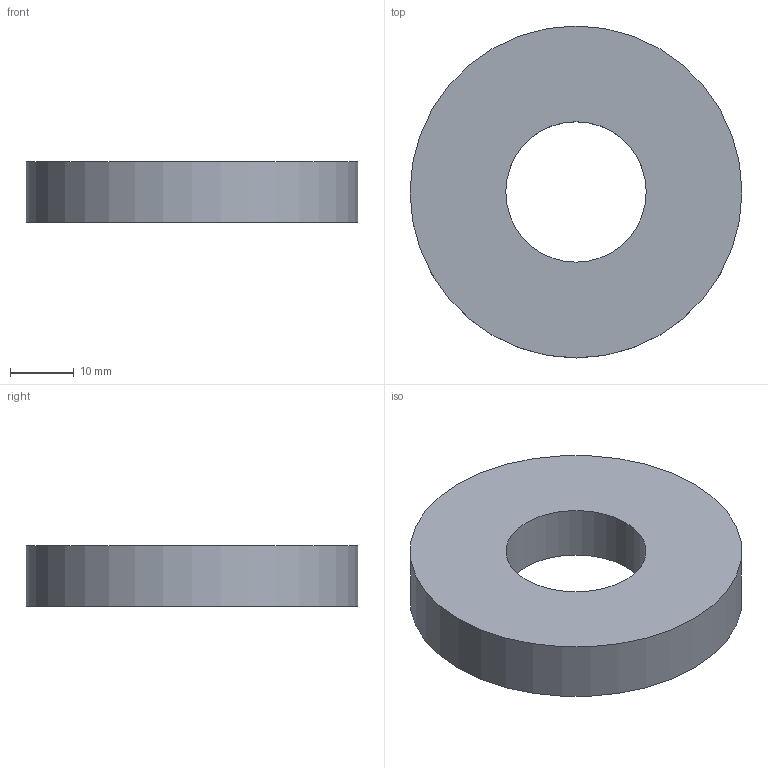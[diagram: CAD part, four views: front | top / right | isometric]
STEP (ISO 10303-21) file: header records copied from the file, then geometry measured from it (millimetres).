
FILE_DESCRIPTION(/* description */ (''),/* implementation_level */ '2;1');
FILE_NAME(/* name */ 'camera_mount v8.step',/* time_stamp */ '2021-02-23T22:31:15-05:00',/* author */ (''),/* organization */ (''),/* preprocessor_version */ 'ST-DEVELOPER v18.1',/* originating_system */ 'Autodesk Translation Framework v9.7.1.1290',/* authorisation */ '');
FILE_SCHEMA (('AUTOMOTIVE_DESIGN { 1 0 10303 214 3 1 1 }'));
Length unit declared in the file: millimetre
Products named in the file (2): camera_mount; camera_holder
Assembly tree (1 placements, depth 2):
  camera_mount
    camera_holder
Bounding box: 52 x 52 x 9.5 mm (x, y, z)
Volume: 3542.3 mm3; surface area: 7617.1 mm2
Topology: 1 solids, 1 shells, 10 faces, 15 edges, 10 vertices
Faces by surface type: cylinder 5, plane 5
Full cylindrical faces by diameter (mm): 22 x1, 24 x1, 48.6 x1, 50 x1, 52 x1
Entity records: 286 total; most frequent: DIRECTION 51, CARTESIAN_POINT 38, ORIENTED_EDGE 30, AXIS2_PLACEMENT_3D 23, EDGE_LOOP 15, EDGE_CURVE 15, FACE_OUTER_BOUND 10, CIRCLE 10
